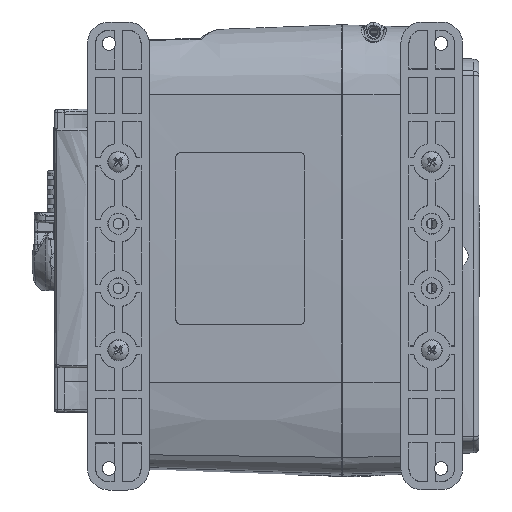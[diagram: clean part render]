
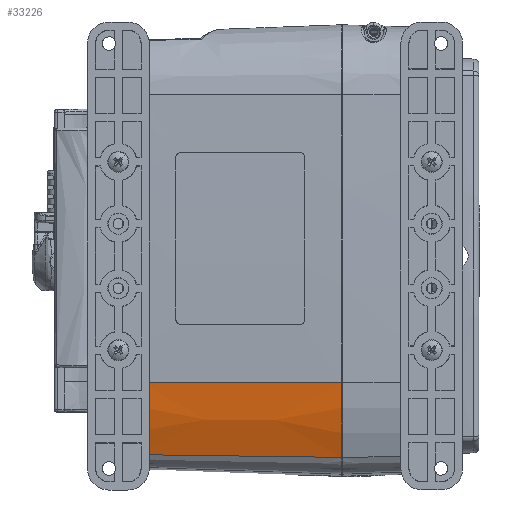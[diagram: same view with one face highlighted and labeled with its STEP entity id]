
A CAD part, front view. The second image highlights one B-rep face of the part: STEP entity #33226.
In plain terms, the highlighted conical face has half-angle 2 degrees and reference radius 80 mm.
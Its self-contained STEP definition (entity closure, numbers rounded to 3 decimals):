
#2997 = DIRECTION ( 'NONE',  ( 1., 0., 0. ) ) ;
#7204 = EDGE_CURVE ( 'NONE', #34839, #108107, #88285, .T. ) ;
#13242 = ORIENTED_EDGE ( 'NONE', *, *, #23877, .T. ) ;
#14075 = EDGE_LOOP ( 'NONE', ( #13242, #64645, #25398, #33561 ) ) ;
#20913 = DIRECTION ( 'NONE',  ( 1., 0., 0. ) ) ;
#23400 = CONICAL_SURFACE ( 'NONE', #110049, 80., 0.035 ) ;
#23877 = EDGE_CURVE ( 'NONE', #132254, #108107, #71935, .T. ) ;
#25398 = ORIENTED_EDGE ( 'NONE', *, *, #120434, .F. ) ;
#33226 = ADVANCED_FACE ( 'NONE', ( #84022 ), #23400, .T. ) ;
#33561 = ORIENTED_EDGE ( 'NONE', *, *, #64113, .T. ) ;
#34839 = VERTEX_POINT ( 'NONE', #55532 ) ;
#41604 = VECTOR ( 'NONE', #105462, 1000. ) ;
#44253 = CARTESIAN_POINT ( 'NONE',  ( 25., -39.453, 7.116 ) ) ;
#44769 = CARTESIAN_POINT ( 'NONE',  ( -50.261, -37.018, 8.104 ) ) ;
#45470 = DIRECTION ( 'NONE',  ( 1., 0., 0. ) ) ;
#55532 = CARTESIAN_POINT ( 'NONE',  ( 25., -45.297, 35. ) ) ;
#59222 = VECTOR ( 'NONE', #93927, 1000. ) ;
#64025 = CARTESIAN_POINT ( 'NONE',  ( -50.261, 34.673, 37.205 ) ) ;
#64113 = EDGE_CURVE ( 'NONE', #119325, #132254, #92100, .T. ) ;
#64645 = ORIENTED_EDGE ( 'NONE', *, *, #7204, .F. ) ;
#71935 = LINE ( 'NONE', #44253, #41604 ) ;
#72493 = CARTESIAN_POINT ( 'NONE',  ( 25., -45.297, 35. ) ) ;
#74263 = DIRECTION ( 'NONE',  ( 0., 0., -1. ) ) ;
#76206 = AXIS2_PLACEMENT_3D ( 'NONE', #81981, #20913, #92233 ) ;
#81981 = CARTESIAN_POINT ( 'NONE',  ( 25., 34.673, 37.205 ) ) ;
#84022 = FACE_OUTER_BOUND ( 'NONE', #14075, .T. ) ;
#86314 = LINE ( 'NONE', #72493, #59222 ) ;
#88285 = CIRCLE ( 'NONE', #76206, 80. ) ;
#92100 = CIRCLE ( 'NONE', #94303, 77.372 ) ;
#92233 = DIRECTION ( 'NONE',  ( 0., 0., -1. ) ) ;
#93927 = DIRECTION ( 'NONE',  ( 0.999, -0.035, -0.001 ) ) ;
#93946 = CARTESIAN_POINT ( 'NONE',  ( -50.261, -42.67, 35.072 ) ) ;
#94303 = AXIS2_PLACEMENT_3D ( 'NONE', #64025, #2997, #74263 ) ;
#105462 = DIRECTION ( 'NONE',  ( 0.999, -0.032, -0.013 ) ) ;
#106645 = DIRECTION ( 'NONE',  ( 0., 0., 1. ) ) ;
#108107 = VERTEX_POINT ( 'NONE', #127726 ) ;
#110049 = AXIS2_PLACEMENT_3D ( 'NONE', #116418, #45470, #106645 ) ;
#116418 = CARTESIAN_POINT ( 'NONE',  ( 25., 34.673, 37.205 ) ) ;
#119325 = VERTEX_POINT ( 'NONE', #93946 ) ;
#120434 = EDGE_CURVE ( 'NONE', #119325, #34839, #86314, .T. ) ;
#127726 = CARTESIAN_POINT ( 'NONE',  ( 25., -39.453, 7.116 ) ) ;
#132254 = VERTEX_POINT ( 'NONE', #44769 ) ;
